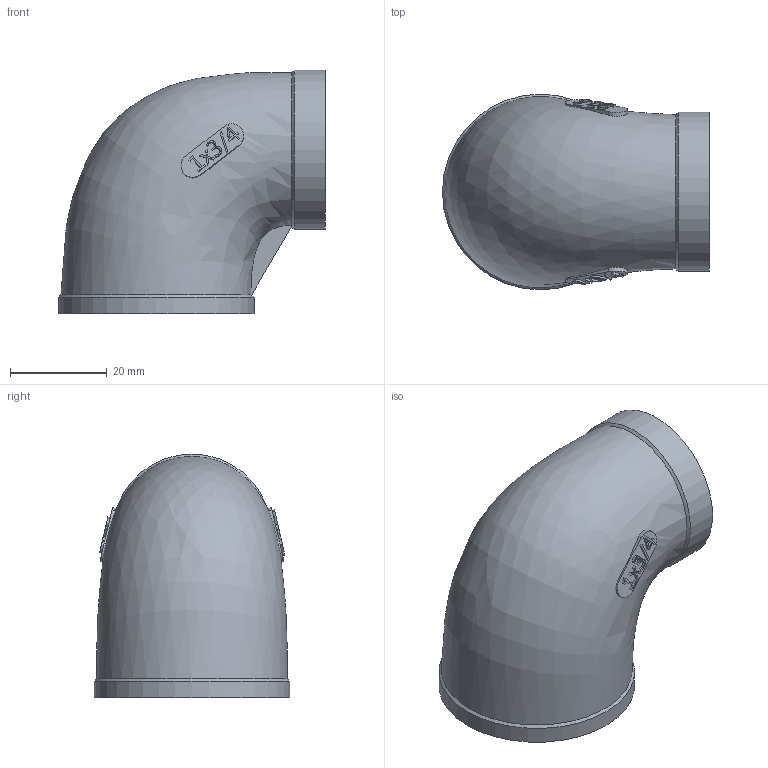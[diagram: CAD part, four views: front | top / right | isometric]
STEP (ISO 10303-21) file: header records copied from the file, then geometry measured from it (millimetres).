
FILE_DESCRIPTION(/* description */ ('Unknown'),/* implementation_level */ '2;1');
FILE_NAME(/* name */ 'R304-1x3_4',/* time_stamp */ '2021-10-14T17:33:30+08:00',/* author */ ('Unknown'),/* organization */ ('Unknown'),/* preprocessor_version */ 'ST-DEVELOPER v16.7',/* originating_system */ 'DEX',/* authorisation */ $);
FILE_SCHEMA (('AUTOMOTIVE_DESIGN {1 0 10303 214 3 1 1}'));
Length unit declared in the file: millimetre
Products named in the file (1): R304-1x3_4
Bounding box: 55.25 x 40.5 x 50.47 mm (x, y, z)
Volume: 27320 mm3; surface area: 13770.3 mm2
Topology: 1 solids, 1 shells, 127 faces, 336 edges, 223 vertices
Faces by surface type: plane 82, bspline 40, cylinder 3, cone 2
Full cylindrical faces by diameter (mm): 32.94 x1, 40.5 x1
Entity records: 7453 total; most frequent: CARTESIAN_POINT 4758, ORIENTED_EDGE 604, DIRECTION 418, EDGE_CURVE 302, LINE 214, VECTOR 214, VERTEX_POINT 203, EDGE_LOOP 139
